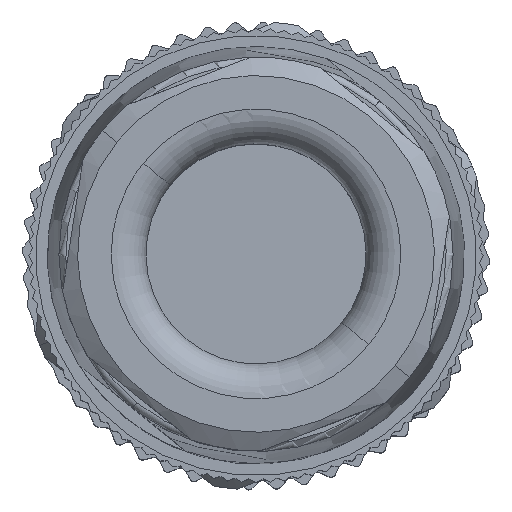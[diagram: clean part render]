
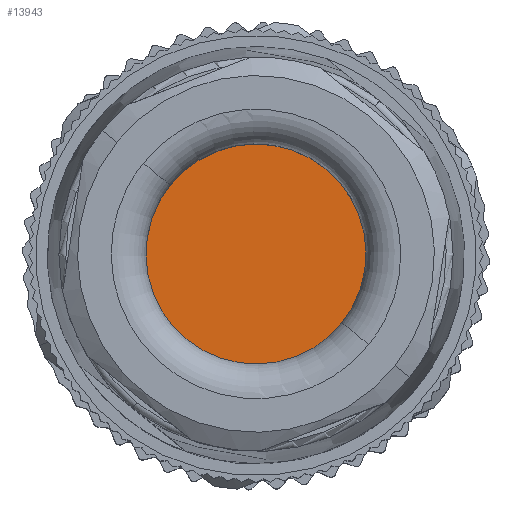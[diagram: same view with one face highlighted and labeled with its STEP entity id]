
A CAD part, top view. The second image highlights one B-rep face of the part: STEP entity #13943.
In plain terms, the highlighted planar face has unit normal (0, 0, 1).
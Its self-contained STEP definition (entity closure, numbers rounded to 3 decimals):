
#13861=AXIS2_PLACEMENT_3D('Circle Axis2P3D',#13859,#13860,$) ;
#13870=AXIS2_PLACEMENT_3D('Circle Axis2P3D',#13868,#13869,$) ;
#13909=AXIS2_PLACEMENT_3D('Circle Axis2P3D',#13907,#13908,$) ;
#13916=AXIS2_PLACEMENT_3D('Circle Axis2P3D',#13914,#13915,$) ;
#13935=AXIS2_PLACEMENT_3D('Plane Axis2P3D',#13932,#13933,#13934) ;
#13859=CARTESIAN_POINT('Axis2P3D Location',(10.097,10.095,50.7)) ;
#13863=CARTESIAN_POINT('Vertex',(7.12,6.394,50.7)) ;
#13865=CARTESIAN_POINT('Vertex',(13.798,7.118,50.7)) ;
#13868=CARTESIAN_POINT('Axis2P3D Location',(10.097,10.095,50.7)) ;
#13872=CARTESIAN_POINT('Vertex',(6.395,13.072,50.7)) ;
#13907=CARTESIAN_POINT('Axis2P3D Location',(10.097,10.095,50.7)) ;
#13911=CARTESIAN_POINT('Vertex',(13.074,13.797,50.7)) ;
#13914=CARTESIAN_POINT('Axis2P3D Location',(10.097,10.095,50.7)) ;
#13932=CARTESIAN_POINT('Axis2P3D Location',(10.097,10.095,50.7)) ;
#13860=DIRECTION('Axis2P3D Direction',(0.,0.,1.)) ;
#13869=DIRECTION('Axis2P3D Direction',(0.,0.,1.)) ;
#13908=DIRECTION('Axis2P3D Direction',(0.,0.,1.)) ;
#13915=DIRECTION('Axis2P3D Direction',(0.,0.,1.)) ;
#13933=DIRECTION('Axis2P3D Direction',(0.,0.,-1.)) ;
#13934=DIRECTION('Axis2P3D XDirection',(0.627,0.779,-0.)) ;
#13938=ORIENTED_EDGE('',*,*,#13913,.T.) ;
#13939=ORIENTED_EDGE('',*,*,#13874,.T.) ;
#13940=ORIENTED_EDGE('',*,*,#13867,.T.) ;
#13941=ORIENTED_EDGE('',*,*,#13918,.T.) ;
#13943=ADVANCED_FACE('Hauptkoerper',(#13942),#13936,.F.) ;
#13862=CIRCLE('generated circle',#13861,4.75) ;
#13871=CIRCLE('generated circle',#13870,4.75) ;
#13910=CIRCLE('generated circle',#13909,4.75) ;
#13917=CIRCLE('generated circle',#13916,4.75) ;
#13867=EDGE_CURVE('',#13864,#13866,#13862,.T.) ;
#13874=EDGE_CURVE('',#13873,#13864,#13871,.T.) ;
#13913=EDGE_CURVE('',#13912,#13873,#13910,.T.) ;
#13918=EDGE_CURVE('',#13866,#13912,#13917,.T.) ;
#13937=EDGE_LOOP('',(#13938,#13939,#13940,#13941)) ;
#13942=FACE_OUTER_BOUND('',#13937,.T.) ;
#13936=PLANE('',#13935) ;
#13864=VERTEX_POINT('',#13863) ;
#13866=VERTEX_POINT('',#13865) ;
#13873=VERTEX_POINT('',#13872) ;
#13912=VERTEX_POINT('',#13911) ;
